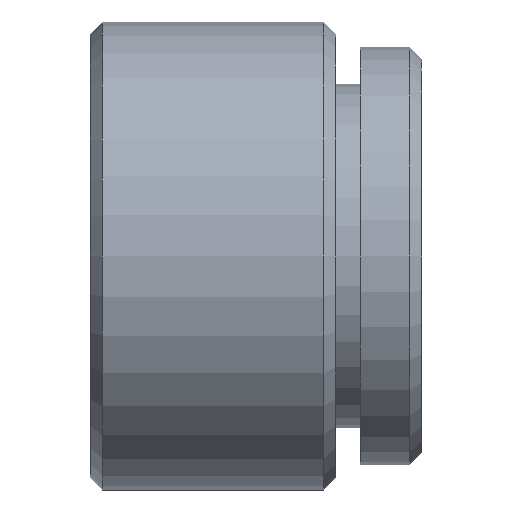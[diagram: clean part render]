
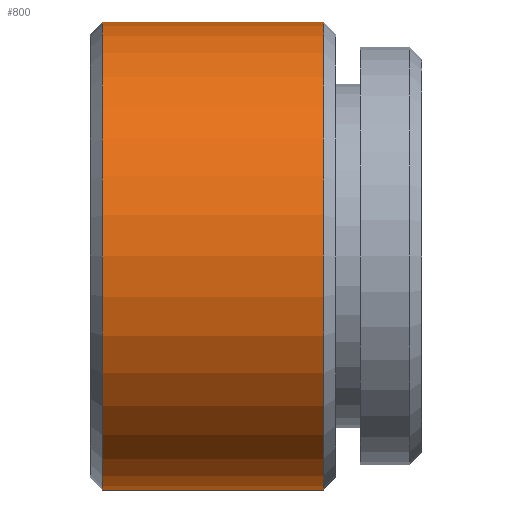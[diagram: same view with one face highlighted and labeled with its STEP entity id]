
A CAD part, left-side view. The second image highlights one B-rep face of the part: STEP entity #800.
In plain terms, the highlighted cylindrical face has radius 9.525 mm (diameter 19.05 mm), a partial arc.
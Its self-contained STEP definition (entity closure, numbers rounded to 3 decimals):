
#9 = EDGE_CURVE ( 'NONE', #83, #503, #159, .T. ) ;
#83 = VERTEX_POINT ( 'NONE', #88 ) ;
#88 = CARTESIAN_POINT ( 'NONE',  ( 0., 13., 9.525 ) ) ;
#159 = CIRCLE ( 'NONE', #451, 9.525 ) ;
#165 = VECTOR ( 'NONE', #741, 1000. ) ;
#193 = FACE_OUTER_BOUND ( 'NONE', #595, .T. ) ;
#326 = VECTOR ( 'NONE', #734, 1000. ) ;
#327 = EDGE_CURVE ( 'NONE', #503, #352, #857, .T. ) ;
#328 = CARTESIAN_POINT ( 'NONE',  ( 0., 0., -9.525 ) ) ;
#351 = AXIS2_PLACEMENT_3D ( 'NONE', #548, #543, #537 ) ;
#352 = VERTEX_POINT ( 'NONE', #773 ) ;
#437 = EDGE_CURVE ( 'NONE', #83, #722, #852, .T. ) ;
#438 = CARTESIAN_POINT ( 'NONE',  ( 0., 13., 0. ) ) ;
#451 = AXIS2_PLACEMENT_3D ( 'NONE', #438, #564, #568 ) ;
#503 = VERTEX_POINT ( 'NONE', #701 ) ;
#504 = DIRECTION ( 'NONE',  ( 0., -1., 0. ) ) ;
#510 = DIRECTION ( 'NONE',  ( 0., 0., -1. ) ) ;
#517 = CARTESIAN_POINT ( 'NONE',  ( 0., 0., 0. ) ) ;
#527 = EDGE_CURVE ( 'NONE', #352, #722, #552, .T. ) ;
#537 = DIRECTION ( 'NONE',  ( 0., 0., -1. ) ) ;
#543 = DIRECTION ( 'NONE',  ( 0., 1., 0. ) ) ;
#548 = CARTESIAN_POINT ( 'NONE',  ( 0., 4., 0. ) ) ;
#552 = CIRCLE ( 'NONE', #351, 9.525 ) ;
#564 = DIRECTION ( 'NONE',  ( 0., -1., 0. ) ) ;
#568 = DIRECTION ( 'NONE',  ( 0., 0., 1. ) ) ;
#589 = CARTESIAN_POINT ( 'NONE',  ( 0., 4., 9.525 ) ) ;
#595 = EDGE_LOOP ( 'NONE', ( #681, #675, #646, #821 ) ) ;
#645 = CARTESIAN_POINT ( 'NONE',  ( 0., 0., 9.525 ) ) ;
#646 = ORIENTED_EDGE ( 'NONE', *, *, #327, .T. ) ;
#665 = AXIS2_PLACEMENT_3D ( 'NONE', #517, #504, #510 ) ;
#675 = ORIENTED_EDGE ( 'NONE', *, *, #9, .T. ) ;
#681 = ORIENTED_EDGE ( 'NONE', *, *, #437, .F. ) ;
#701 = CARTESIAN_POINT ( 'NONE',  ( 0., 13., -9.525 ) ) ;
#722 = VERTEX_POINT ( 'NONE', #589 ) ;
#734 = DIRECTION ( 'NONE',  ( 0., -1., 0. ) ) ;
#741 = DIRECTION ( 'NONE',  ( 0., -1., 0. ) ) ;
#773 = CARTESIAN_POINT ( 'NONE',  ( 0., 4., -9.525 ) ) ;
#798 = CYLINDRICAL_SURFACE ( 'NONE', #665, 9.525 ) ;
#800 = ADVANCED_FACE ( 'NONE', ( #193 ), #798, .T. ) ;
#821 = ORIENTED_EDGE ( 'NONE', *, *, #527, .T. ) ;
#852 = LINE ( 'NONE', #645, #326 ) ;
#857 = LINE ( 'NONE', #328, #165 ) ;
